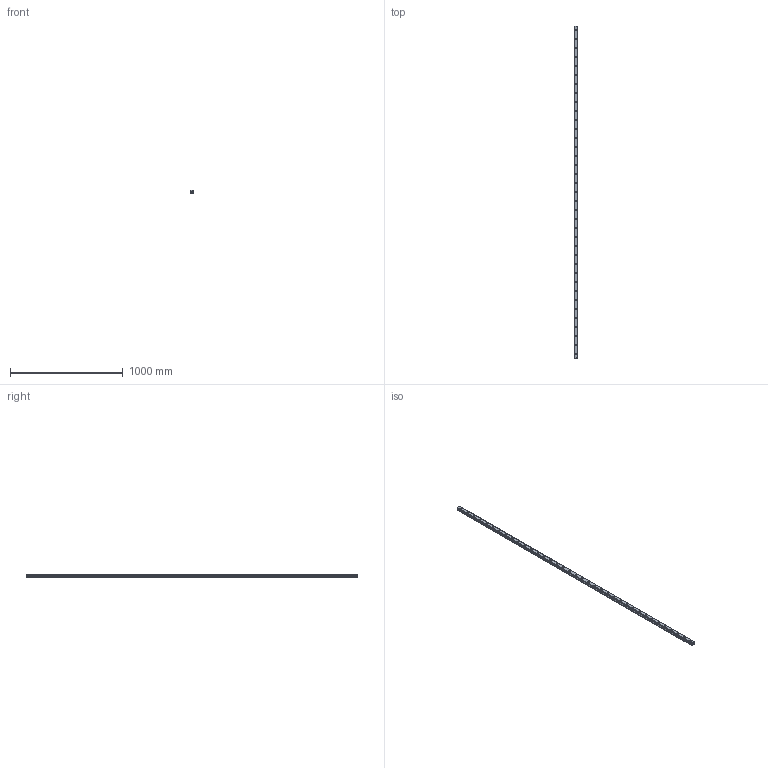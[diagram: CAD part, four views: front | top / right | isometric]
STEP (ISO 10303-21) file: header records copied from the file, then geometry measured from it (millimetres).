
FILE_DESCRIPTION(('STEP AP214'),'1');
FILE_NAME('cctmp_5E8282D4-8201-4189-A184-66BC4358080C_2020_7_6_14_49_2_751..stp','2020-07-06T12:49:03',('HIWIN GmbH'),('CADClick - www.CADClick.com'),'Spatial InterOp 3D',' ','unknown authorization');
FILE_SCHEMA(('AUTOMOTIVE_DESIGN'));
Length unit declared in the file: millimetre
Products named in the file (1): HGR35R2950H_FILE
Bounding box: 34 x 2950 x 29 mm (x, y, z)
Volume: 2410357 mm3; surface area: 427388.6 mm2
Topology: 1 solids, 1 shells, 448 faces, 993 edges, 662 vertices
Faces by surface type: cylinder 244, plane 204
Entity records: 16193 total; most frequent: DIRECTION 2379, CARTESIAN_POINT 2104, ORIENTED_EDGE 1986, EDGE_CURVE 993, AXIS2_PLACEMENT_3D 937, VERTEX_POINT 662, EDGE_LOOP 563, LINE 505
